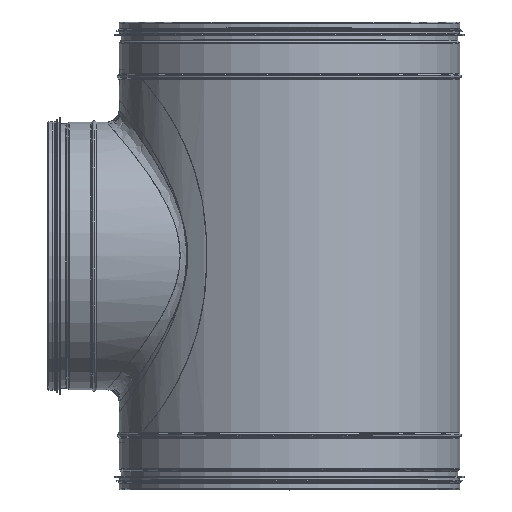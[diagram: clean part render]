
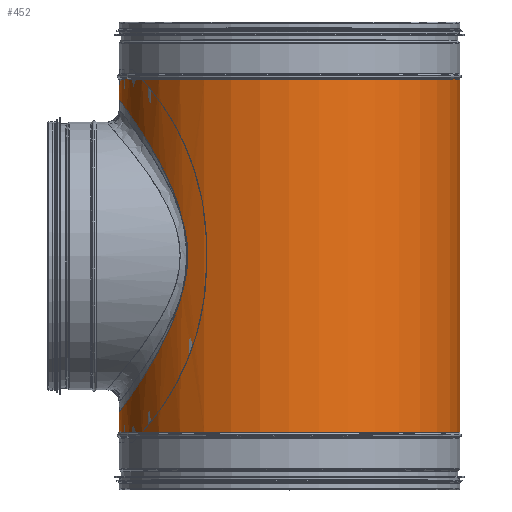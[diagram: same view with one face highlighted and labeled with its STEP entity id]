
A CAD part, top view. The second image highlights one B-rep face of the part: STEP entity #452.
In plain terms, the highlighted cylindrical face has radius 199.4 mm (diameter 398.8 mm), a full revolution.
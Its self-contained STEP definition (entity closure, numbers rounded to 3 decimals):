
#129=CARTESIAN_POINT('',(-120.4,273.,-158.947));
#130=VERTEX_POINT('',#129);
#170=CARTESIAN_POINT('',(-120.4,273.,158.947));
#171=VERTEX_POINT('',#170);
#194=CARTESIAN_POINT('',(-199.4,89.5,0.));
#195=VERTEX_POINT('',#194);
#196=CARTESIAN_POINT('',(-120.4,273.,158.947));
#197=CARTESIAN_POINT('',(-120.4,267.36,158.947));
#198=CARTESIAN_POINT('',(-120.683,261.666,158.734));
#199=CARTESIAN_POINT('',(-121.821,250.265,157.862));
#200=CARTESIAN_POINT('',(-122.675,244.56,157.205));
#201=CARTESIAN_POINT('',(-126.016,227.562,154.559));
#202=CARTESIAN_POINT('',(-129.293,216.39,151.893));
#203=CARTESIAN_POINT('',(-137.137,194.968,144.85));
#204=CARTESIAN_POINT('',(-141.697,184.698,140.467));
#205=CARTESIAN_POINT('',(-151.168,165.508,130.22));
#206=CARTESIAN_POINT('',(-156.076,156.587,124.351));
#207=CARTESIAN_POINT('',(-165.566,140.265,111.419));
#208=CARTESIAN_POINT('',(-170.522,132.271,103.814));
#209=CARTESIAN_POINT('',(-179.82,117.825,86.716));
#210=CARTESIAN_POINT('',(-184.158,111.371,77.223));
#211=CARTESIAN_POINT('',(-189.619,103.4,61.923));
#212=CARTESIAN_POINT('',(-191.268,101.022,56.641));
#213=CARTESIAN_POINT('',(-194.15,96.898,45.799));
#214=CARTESIAN_POINT('',(-195.382,95.151,40.238));
#215=CARTESIAN_POINT('',(-197.373,92.34,28.933));
#216=CARTESIAN_POINT('',(-198.132,91.275,23.189));
#217=CARTESIAN_POINT('',(-199.146,89.855,11.624));
#218=CARTESIAN_POINT('',(-199.4,89.5,5.803));
#219=CARTESIAN_POINT('',(-199.4,89.5,0.));
#220=B_SPLINE_CURVE_WITH_KNOTS('',3,(#196,#197,#198,#199,#200,#201,#202,#203,#204,#205,#206,#207,#208,#209,#210,#211,#212,#213,#214,#215,#216,#217,#218,#219),.UNSPECIFIED.,.F.,.U.,(4,2,2,2,2,2,2,2,2,2,2,4),(0.0,1.692,3.384,6.768,10.152,13.536,17.018,20.499,22.24,23.981,25.721,27.462),.UNSPECIFIED.);
#221=EDGE_CURVE('',#171,#195,#220,.T.);
#274=CARTESIAN_POINT('',(-199.4,89.5,0.));
#275=CARTESIAN_POINT('',(-199.4,89.5,-5.803));
#276=CARTESIAN_POINT('',(-199.146,89.855,-11.624));
#277=CARTESIAN_POINT('',(-198.132,91.275,-23.189));
#278=CARTESIAN_POINT('',(-197.373,92.34,-28.933));
#279=CARTESIAN_POINT('',(-195.382,95.151,-40.238));
#280=CARTESIAN_POINT('',(-194.15,96.898,-45.799));
#281=CARTESIAN_POINT('',(-191.268,101.022,-56.641));
#282=CARTESIAN_POINT('',(-189.619,103.4,-61.923));
#283=CARTESIAN_POINT('',(-184.158,111.371,-77.223));
#284=CARTESIAN_POINT('',(-179.82,117.825,-86.716));
#285=CARTESIAN_POINT('',(-170.522,132.271,-103.814));
#286=CARTESIAN_POINT('',(-165.566,140.265,-111.419));
#287=CARTESIAN_POINT('',(-156.076,156.587,-124.351));
#288=CARTESIAN_POINT('',(-151.168,165.508,-130.22));
#289=CARTESIAN_POINT('',(-141.697,184.698,-140.467));
#290=CARTESIAN_POINT('',(-137.137,194.968,-144.85));
#291=CARTESIAN_POINT('',(-129.293,216.39,-151.893));
#292=CARTESIAN_POINT('',(-126.016,227.562,-154.559));
#293=CARTESIAN_POINT('',(-122.675,244.56,-157.205));
#294=CARTESIAN_POINT('',(-121.821,250.265,-157.862));
#295=CARTESIAN_POINT('',(-120.683,261.666,-158.734));
#296=CARTESIAN_POINT('',(-120.4,267.36,-158.947));
#297=CARTESIAN_POINT('',(-120.4,273.,-158.947));
#298=B_SPLINE_CURVE_WITH_KNOTS('',3,(#274,#275,#276,#277,#278,#279,#280,#281,#282,#283,#284,#285,#286,#287,#288,#289,#290,#291,#292,#293,#294,#295,#296,#297),.UNSPECIFIED.,.F.,.U.,(4,2,2,2,2,2,2,2,2,2,2,4),(27.462,29.203,30.944,32.685,34.425,37.907,41.389,44.773,48.157,51.541,53.233,54.925),.UNSPECIFIED.);
#299=EDGE_CURVE('',#195,#130,#298,.T.);
#309=CARTESIAN_POINT('',(-199.4,456.5,0.));
#310=VERTEX_POINT('',#309);
#311=CARTESIAN_POINT('',(-199.4,456.5,0.));
#312=CARTESIAN_POINT('',(-199.4,456.5,5.803));
#313=CARTESIAN_POINT('',(-199.146,456.145,11.624));
#314=CARTESIAN_POINT('',(-198.132,454.725,23.189));
#315=CARTESIAN_POINT('',(-197.373,453.66,28.933));
#316=CARTESIAN_POINT('',(-195.382,450.849,40.238));
#317=CARTESIAN_POINT('',(-194.15,449.102,45.799));
#318=CARTESIAN_POINT('',(-191.268,444.978,56.641));
#319=CARTESIAN_POINT('',(-189.619,442.6,61.923));
#320=CARTESIAN_POINT('',(-184.158,434.629,77.223));
#321=CARTESIAN_POINT('',(-179.82,428.175,86.716));
#322=CARTESIAN_POINT('',(-170.522,413.729,103.814));
#323=CARTESIAN_POINT('',(-165.566,405.735,111.419));
#324=CARTESIAN_POINT('',(-156.076,389.413,124.351));
#325=CARTESIAN_POINT('',(-151.168,380.492,130.22));
#326=CARTESIAN_POINT('',(-141.697,361.302,140.467));
#327=CARTESIAN_POINT('',(-137.137,351.032,144.85));
#328=CARTESIAN_POINT('',(-129.293,329.61,151.893));
#329=CARTESIAN_POINT('',(-126.016,318.438,154.559));
#330=CARTESIAN_POINT('',(-122.675,301.44,157.205));
#331=CARTESIAN_POINT('',(-121.821,295.735,157.862));
#332=CARTESIAN_POINT('',(-120.683,284.334,158.734));
#333=CARTESIAN_POINT('',(-120.4,278.64,158.947));
#334=CARTESIAN_POINT('',(-120.4,273.0,158.947));
#335=B_SPLINE_CURVE_WITH_KNOTS('',3,(#311,#312,#313,#314,#315,#316,#317,#318,#319,#320,#321,#322,#323,#324,#325,#326,#327,#328,#329,#330,#331,#332,#333,#334),.UNSPECIFIED.,.F.,.U.,(4,2,2,2,2,2,2,2,2,2,2,4),(82.387,84.128,85.868,87.609,89.35,92.831,96.313,99.697,103.081,106.465,108.157,109.849),.UNSPECIFIED.);
#336=EDGE_CURVE('',#310,#171,#335,.T.);
#338=CARTESIAN_POINT('',(-120.4,273.,-158.947));
#339=CARTESIAN_POINT('',(-120.4,278.64,-158.947));
#340=CARTESIAN_POINT('',(-120.683,284.334,-158.734));
#341=CARTESIAN_POINT('',(-121.821,295.735,-157.862));
#342=CARTESIAN_POINT('',(-122.675,301.44,-157.205));
#343=CARTESIAN_POINT('',(-126.016,318.438,-154.559));
#344=CARTESIAN_POINT('',(-129.293,329.61,-151.893));
#345=CARTESIAN_POINT('',(-137.137,351.032,-144.85));
#346=CARTESIAN_POINT('',(-141.697,361.302,-140.467));
#347=CARTESIAN_POINT('',(-151.168,380.492,-130.22));
#348=CARTESIAN_POINT('',(-156.076,389.413,-124.351));
#349=CARTESIAN_POINT('',(-165.566,405.735,-111.419));
#350=CARTESIAN_POINT('',(-170.522,413.729,-103.814));
#351=CARTESIAN_POINT('',(-179.82,428.175,-86.716));
#352=CARTESIAN_POINT('',(-184.158,434.629,-77.223));
#353=CARTESIAN_POINT('',(-189.619,442.6,-61.923));
#354=CARTESIAN_POINT('',(-191.268,444.978,-56.641));
#355=CARTESIAN_POINT('',(-194.15,449.102,-45.799));
#356=CARTESIAN_POINT('',(-195.382,450.849,-40.238));
#357=CARTESIAN_POINT('',(-197.373,453.66,-28.933));
#358=CARTESIAN_POINT('',(-198.132,454.725,-23.189));
#359=CARTESIAN_POINT('',(-199.146,456.145,-11.624));
#360=CARTESIAN_POINT('',(-199.4,456.5,-5.803));
#361=CARTESIAN_POINT('',(-199.4,456.5,0.));
#362=B_SPLINE_CURVE_WITH_KNOTS('',3,(#338,#339,#340,#341,#342,#343,#344,#345,#346,#347,#348,#349,#350,#351,#352,#353,#354,#355,#356,#357,#358,#359,#360,#361),.UNSPECIFIED.,.F.,.U.,(4,2,2,2,2,2,2,2,2,2,2,4),(54.925,56.617,58.309,61.693,65.077,68.461,71.942,75.424,77.164,78.905,80.646,82.387),.UNSPECIFIED.);
#363=EDGE_CURVE('',#130,#310,#362,.T.);
#419=CARTESIAN_POINT('',(0.0,169.75,0.0));
#420=DIRECTION('',(0.0,-1.0,0.0));
#421=DIRECTION('',(1.0,0.0,0.0));
#422=AXIS2_PLACEMENT_3D('',#419,#420,#421);
#423=CYLINDRICAL_SURFACE('',#422,199.4);
#424=CARTESIAN_POINT('',(199.4,479.5,0.0));
#425=VERTEX_POINT('',#424);
#426=CARTESIAN_POINT('',(0.0,479.5,0.0));
#427=DIRECTION('',(0.0,-1.0,0.0));
#428=DIRECTION('',(1.0,0.0,0.0));
#429=AXIS2_PLACEMENT_3D('',#426,#427,#428);
#430=CIRCLE('',#429,199.4);
#431=EDGE_CURVE('',#425,#425,#430,.T.);
#432=ORIENTED_EDGE('',*,*,#431,.T.);
#433=EDGE_LOOP('',(#432));
#434=FACE_OUTER_BOUND('',#433,.T.);
#435=ORIENTED_EDGE('',*,*,#299,.T.);
#436=ORIENTED_EDGE('',*,*,#363,.T.);
#437=ORIENTED_EDGE('',*,*,#336,.T.);
#438=ORIENTED_EDGE('',*,*,#221,.T.);
#439=EDGE_LOOP('',(#435,#436,#437,#438));
#440=FACE_BOUND('',#439,.T.);
#441=CARTESIAN_POINT('',(199.4,66.5,0.0));
#442=VERTEX_POINT('',#441);
#443=CARTESIAN_POINT('',(0.0,66.5,0.0));
#444=DIRECTION('',(0.0,-1.0,0.0));
#445=DIRECTION('',(1.0,0.0,0.0));
#446=AXIS2_PLACEMENT_3D('',#443,#444,#445);
#447=CIRCLE('',#446,199.4);
#448=EDGE_CURVE('',#442,#442,#447,.T.);
#449=ORIENTED_EDGE('',*,*,#448,.F.);
#450=EDGE_LOOP('',(#449));
#451=FACE_BOUND('',#450,.T.);
#452=ADVANCED_FACE('',(#434,#440,#451),#423,.T.);
